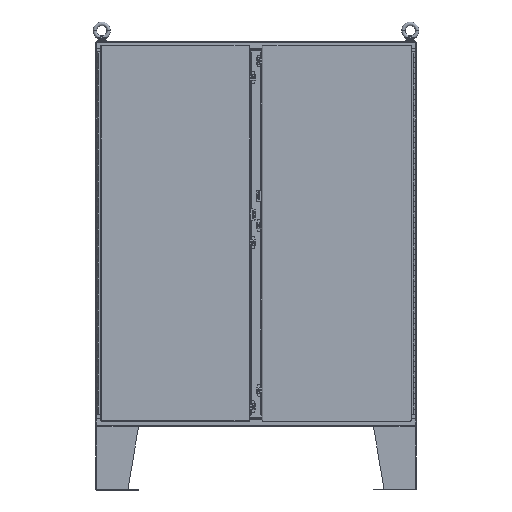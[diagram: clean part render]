
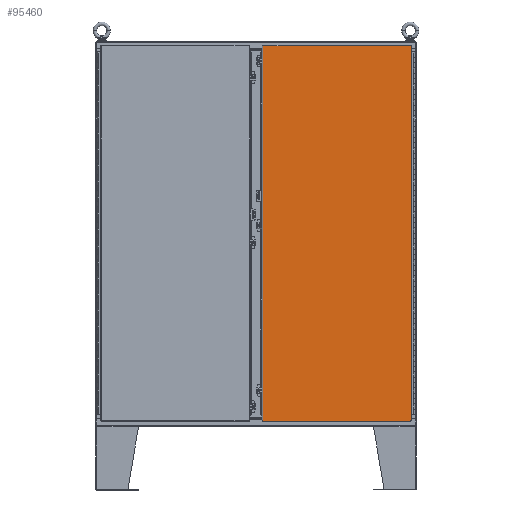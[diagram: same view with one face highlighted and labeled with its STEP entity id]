
A CAD part, front view. The second image highlights one B-rep face of the part: STEP entity #95460.
In plain terms, the highlighted planar face has unit normal (0, -1, 0).
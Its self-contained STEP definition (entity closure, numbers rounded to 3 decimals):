
#2594 = LINE ( 'NONE', #49089, #98209 ) ;
#12082 = VECTOR ( 'NONE', #59274, 39.37 ) ;
#12759 = CARTESIAN_POINT ( 'NONE',  ( -13.669, -13.78, -35.044 ) ) ;
#14961 = DIRECTION ( 'NONE',  ( 0., 0., -1. ) ) ;
#15659 = CARTESIAN_POINT ( 'NONE',  ( -13.669, -13.78, -35.044 ) ) ;
#17524 = EDGE_CURVE ( 'NONE', #82506, #89098, #95971, .T. ) ;
#29158 = CARTESIAN_POINT ( 'NONE',  ( -13.669, -13.78, 35.257 ) ) ;
#33873 = VECTOR ( 'NONE', #108708, 39.37 ) ;
#35059 = AXIS2_PLACEMENT_3D ( 'NONE', #81100, #108026, #14961 ) ;
#43709 = LINE ( 'NONE', #55300, #76311 ) ;
#48386 = CARTESIAN_POINT ( 'NONE',  ( 14.045, -13.78, 35.257 ) ) ;
#49089 = CARTESIAN_POINT ( 'NONE',  ( 14.045, -13.78, 35.257 ) ) ;
#55300 = CARTESIAN_POINT ( 'NONE',  ( -13.669, -13.78, 35.257 ) ) ;
#57013 = ORIENTED_EDGE ( 'NONE', *, *, #75021, .F. ) ;
#59274 = DIRECTION ( 'NONE',  ( -1., 0., 0. ) ) ;
#61680 = ORIENTED_EDGE ( 'NONE', *, *, #62608, .F. ) ;
#62608 = EDGE_CURVE ( 'NONE', #118382, #82506, #2594, .T. ) ;
#66268 = DIRECTION ( 'NONE',  ( 0., 0., -1. ) ) ;
#71418 = LINE ( 'NONE', #15659, #33873 ) ;
#75021 = EDGE_CURVE ( 'NONE', #89098, #103267, #71418, .T. ) ;
#76311 = VECTOR ( 'NONE', #92631, 39.37 ) ;
#76986 = EDGE_CURVE ( 'NONE', #103267, #118382, #43709, .T. ) ;
#81100 = CARTESIAN_POINT ( 'NONE',  ( 14.045, -13.78, -35.044 ) ) ;
#82506 = VERTEX_POINT ( 'NONE', #113495 ) ;
#86838 = CARTESIAN_POINT ( 'NONE',  ( 14.045, -13.78, -35.044 ) ) ;
#89098 = VERTEX_POINT ( 'NONE', #12759 ) ;
#92631 = DIRECTION ( 'NONE',  ( 1., 0., 0. ) ) ;
#95460 = ADVANCED_FACE ( 'NONE', ( #98806 ), #118413, .F. ) ;
#95971 = LINE ( 'NONE', #86838, #12082 ) ;
#98209 = VECTOR ( 'NONE', #66268, 39.37 ) ;
#98806 = FACE_OUTER_BOUND ( 'NONE', #116979, .T. ) ;
#103267 = VERTEX_POINT ( 'NONE', #29158 ) ;
#108026 = DIRECTION ( 'NONE',  ( 0., 1., 0. ) ) ;
#108708 = DIRECTION ( 'NONE',  ( 0., 0., 1. ) ) ;
#111102 = ORIENTED_EDGE ( 'NONE', *, *, #76986, .F. ) ;
#113495 = CARTESIAN_POINT ( 'NONE',  ( 14.045, -13.78, -35.044 ) ) ;
#116979 = EDGE_LOOP ( 'NONE', ( #111102, #57013, #117272, #61680 ) ) ;
#117272 = ORIENTED_EDGE ( 'NONE', *, *, #17524, .F. ) ;
#118382 = VERTEX_POINT ( 'NONE', #48386 ) ;
#118413 = PLANE ( 'NONE',  #35059 ) ;
